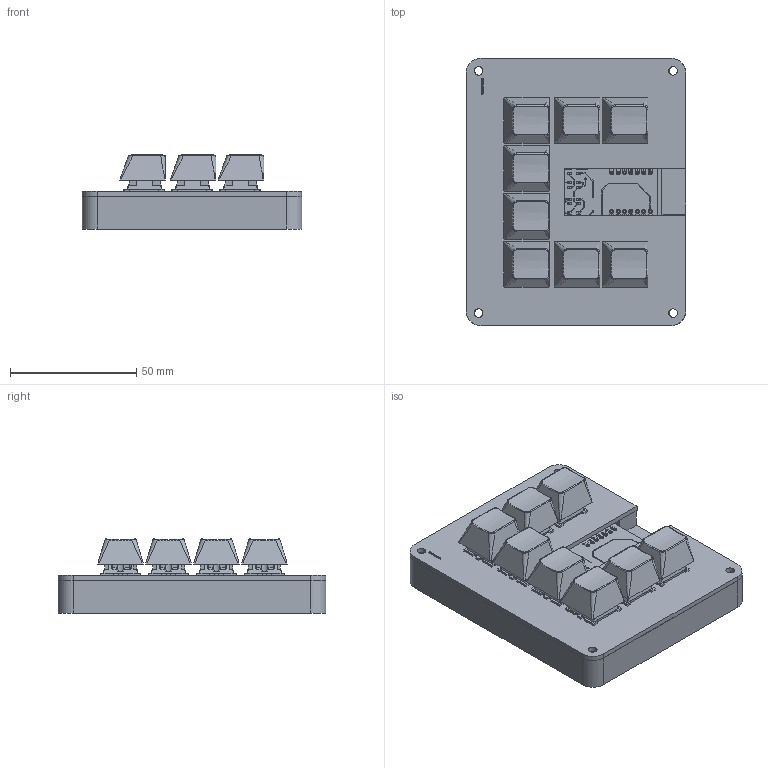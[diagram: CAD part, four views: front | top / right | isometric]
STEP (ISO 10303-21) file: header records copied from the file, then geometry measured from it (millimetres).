
FILE_DESCRIPTION(/* description */ (''),/* implementation_level */ '2;1');
FILE_NAME(/* name */ 'ASAMBLAT.step',/* time_stamp */ '2025-12-04T23:30:31+02:00',/* author */ (''),/* organization */ (''),/* preprocessor_version */ 'ST-DEVELOPER v20.1',/* originating_system */ 'Autodesk Translation Framework v14.17.0.0',/* authorisation */ '');
FILE_SCHEMA (('AUTOMOTIVE_DESIGN { 1 0 10303 214 3 1 1 }'));
Products named in the file (20): 2025-12-03-22-24-44-455; 2025-12-03-20-12-57-752; 2025-12-03-20-12-57-753; 2025-12-03-20-12-57-754; 2025-12-03-20-12-57-755; 2025-12-03-20-12-57-756; 2025-12-03-21-24-42-139; 2025-12-03-19-23-46-219; 2025-12-03-19-25-08-534; 2025-12-03-21-18-06-375; 2025-12-03-21-24-42-139_1; 2025-12-03-21-24-42-139_2; 2025-12-03-21-24-42-139_3; 2025-12-03-21-24-42-139_4; 2025-12-03-21-24-42-139_5; 2025-12-03-21-24-42-139_6; 2025-12-03-21-24-42-139_7; 2025-12-03-21-24-42-140; 2025-12-03-21-24-42-141; 2025-12-03-21-19-54-652
Assembly tree (40 placements, depth 3):
  2025-12-03-22-24-44-455
    2025-12-03-20-12-57-752
      2025-12-03-20-12-57-753
      2025-12-03-20-12-57-754
      2025-12-03-20-12-57-755
      2025-12-03-20-12-57-756
    2025-12-03-21-24-42-139
      2025-12-03-21-24-42-140
      2025-12-03-21-24-42-141
    2025-12-03-19-23-46-219
      2025-12-03-19-25-08-534
    2025-12-03-21-18-06-375
    2025-12-03-21-24-42-139_1
      2025-12-03-21-24-42-140
      2025-12-03-21-24-42-141
    2025-12-03-21-24-42-139_2
      2025-12-03-21-24-42-140
      2025-12-03-21-24-42-141
    2025-12-03-21-24-42-139_3
      2025-12-03-21-24-42-140
      2025-12-03-21-24-42-141
    2025-12-03-21-24-42-139_4
      2025-12-03-21-24-42-140
      2025-12-03-21-24-42-141
    2025-12-03-21-24-42-139_5
      2025-12-03-21-24-42-140
      2025-12-03-21-24-42-141
    2025-12-03-21-24-42-139_6
      2025-12-03-21-24-42-140
      2025-12-03-21-24-42-141
    2025-12-03-21-24-42-139_7
      2025-12-03-21-24-42-140
      2025-12-03-21-24-42-141
    2025-12-03-21-19-54-652  x8
Bounding box: 87.12 x 106 x 29.4 mm (x, y, z)
Volume: 104680.7 mm3; surface area: 82319.2 mm2
Topology: 250 solids, 250 shells, 3340 faces, 8087 edges, 5314 vertices
Faces by surface type: plane 2217, cylinder 683, bspline 392, cone 24, sphere 16, torus 8
Full cylindrical faces by diameter (mm): 0.25 x16, 0.275 x32, 0.3 x16, 0.839 x42, 0.889 x28, 1.45 x48, 1.5 x32, 1.524 x28, 1.6 x16, 1.7 x16, 2.2 x32, 3.4 x8, 3.85 x8, 4 x8, 6 x12
Entity records: 65283 total; most frequent: CARTESIAN_POINT 16553, ORIENTED_EDGE 9986, DIRECTION 9017, EDGE_CURVE 4993, VERTEX_POINT 3319, LINE 3309, VECTOR 3309, AXIS2_PLACEMENT_3D 2854
